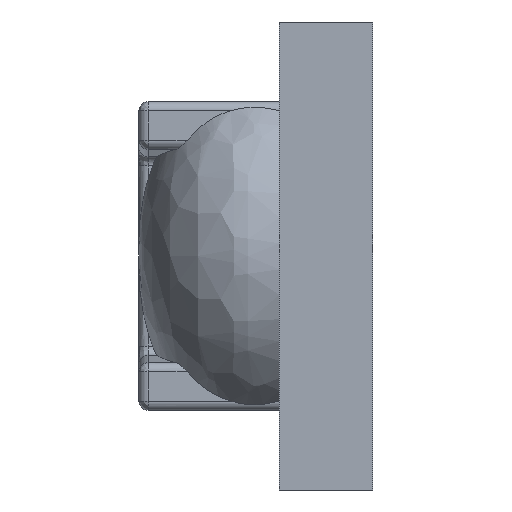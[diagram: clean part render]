
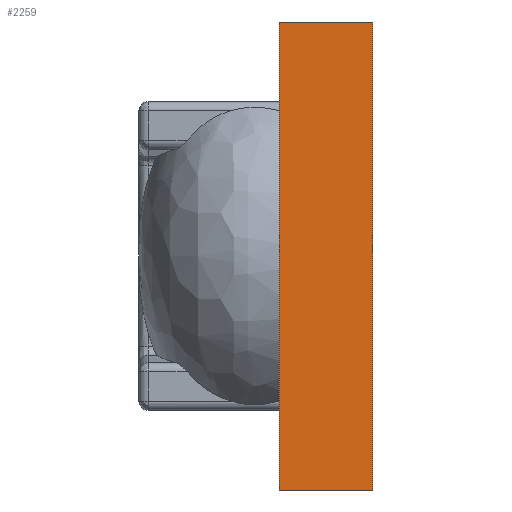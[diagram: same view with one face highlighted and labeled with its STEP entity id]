
A CAD part, left-side view. The second image highlights one B-rep face of the part: STEP entity #2259.
In plain terms, the highlighted planar face has unit normal (-1, 0, 0).
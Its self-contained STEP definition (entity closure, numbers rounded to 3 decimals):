
#114 = EDGE_LOOP ( 'NONE', ( #986, #1563, #3523, #2534 ) ) ;
#121 = VECTOR ( 'NONE', #480, 1000. ) ;
#213 = VECTOR ( 'NONE', #1977, 1000. ) ;
#240 = DIRECTION ( 'NONE',  ( 0., 0., -1. ) ) ;
#321 = CARTESIAN_POINT ( 'NONE',  ( -3.675, 0., -2.7 ) ) ;
#415 = VECTOR ( 'NONE', #2861, 1000. ) ;
#480 = DIRECTION ( 'NONE',  ( 0., 0., 1. ) ) ;
#588 = LINE ( 'NONE', #3024, #1318 ) ;
#896 = CARTESIAN_POINT ( 'NONE',  ( -3.675, 1., 2.3 ) ) ;
#986 = ORIENTED_EDGE ( 'NONE', *, *, #2721, .F. ) ;
#1041 = LINE ( 'NONE', #2811, #213 ) ;
#1102 = VERTEX_POINT ( 'NONE', #3370 ) ;
#1318 = VECTOR ( 'NONE', #3325, 1000. ) ;
#1563 = ORIENTED_EDGE ( 'NONE', *, *, #3582, .F. ) ;
#1841 = VERTEX_POINT ( 'NONE', #896 ) ;
#1977 = DIRECTION ( 'NONE',  ( 0., 1., 0. ) ) ;
#2068 = DIRECTION ( 'NONE',  ( 1., 0., 0. ) ) ;
#2259 = ADVANCED_FACE ( 'NONE', ( #3436 ), #2652, .F. ) ;
#2290 = CARTESIAN_POINT ( 'NONE',  ( -3.675, 1., -2.7 ) ) ;
#2534 = ORIENTED_EDGE ( 'NONE', *, *, #2859, .T. ) ;
#2540 = VERTEX_POINT ( 'NONE', #321 ) ;
#2562 = CARTESIAN_POINT ( 'NONE',  ( -3.675, 1., 2.3 ) ) ;
#2652 = PLANE ( 'NONE',  #2936 ) ;
#2721 = EDGE_CURVE ( 'NONE', #1841, #1102, #2733, .T. ) ;
#2732 = EDGE_CURVE ( 'NONE', #2540, #2821, #1041, .T. ) ;
#2733 = LINE ( 'NONE', #2562, #415 ) ;
#2811 = CARTESIAN_POINT ( 'NONE',  ( -3.675, 1., -2.7 ) ) ;
#2821 = VERTEX_POINT ( 'NONE', #2290 ) ;
#2859 = EDGE_CURVE ( 'NONE', #2540, #1102, #2968, .T. ) ;
#2861 = DIRECTION ( 'NONE',  ( 0., -1., 0. ) ) ;
#2936 = AXIS2_PLACEMENT_3D ( 'NONE', #3901, #2068, #240 ) ;
#2968 = LINE ( 'NONE', #3525, #121 ) ;
#3024 = CARTESIAN_POINT ( 'NONE',  ( -3.675, 1., 2.3 ) ) ;
#3325 = DIRECTION ( 'NONE',  ( 0., 0., 1. ) ) ;
#3370 = CARTESIAN_POINT ( 'NONE',  ( -3.675, 0., 2.3 ) ) ;
#3436 = FACE_OUTER_BOUND ( 'NONE', #114, .T. ) ;
#3523 = ORIENTED_EDGE ( 'NONE', *, *, #2732, .F. ) ;
#3525 = CARTESIAN_POINT ( 'NONE',  ( -3.675, 0., -2.7 ) ) ;
#3582 = EDGE_CURVE ( 'NONE', #2821, #1841, #588, .T. ) ;
#3901 = CARTESIAN_POINT ( 'NONE',  ( -3.675, 1., 2.3 ) ) ;
